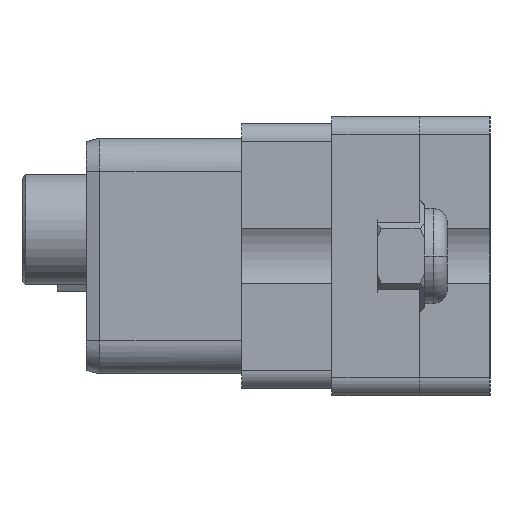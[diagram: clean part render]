
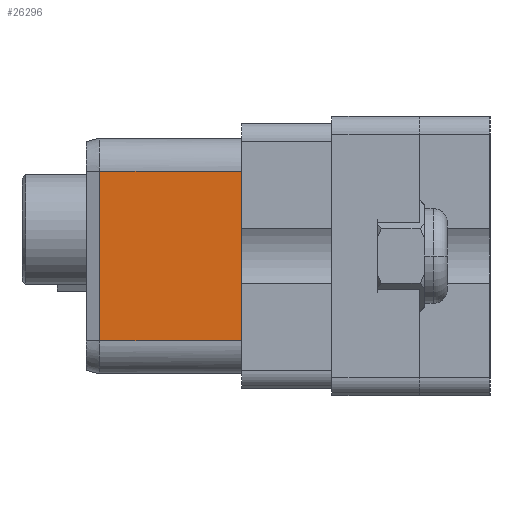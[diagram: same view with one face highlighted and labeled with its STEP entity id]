
A CAD part, left-side view. The second image highlights one B-rep face of the part: STEP entity #26296.
In plain terms, the highlighted planar face has unit normal (-1, 0.011, 0).
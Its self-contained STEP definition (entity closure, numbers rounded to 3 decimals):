
#6121=DIRECTION('',(0.,0.,1.));
#6122=VECTOR('',#6121,9.65);
#6123=CARTESIAN_POINT('',(-36.17,0.015,-4.825));
#6124=LINE('',#6123,#6122);
#6985=DIRECTION('',(-0.011,-1.,0.));
#6986=VECTOR('',#6985,8.075);
#6987=CARTESIAN_POINT('',(-36.079,8.09,4.825));
#6988=LINE('',#6987,#6986);
#7089=CARTESIAN_POINT('',(-36.17,0.015,4.825));
#7091=DIRECTION('',(0.,0.,1.));
#7092=VECTOR('',#7091,9.65);
#7093=CARTESIAN_POINT('',(-36.079,8.09,-4.825));
#7094=LINE('',#7093,#7092);
#7163=DIRECTION('',(-0.011,-1.,0.));
#7164=VECTOR('',#7163,8.075);
#7165=CARTESIAN_POINT('',(-36.079,8.09,-4.825));
#7166=LINE('',#7165,#7164);
#7199=CARTESIAN_POINT('',(-36.17,0.015,-4.825));
#15319=VERTEX_POINT('',#7199);
#15321=VERTEX_POINT('',#7089);
#15340=CARTESIAN_POINT('',(-36.079,8.09,-4.825));
#15341=VERTEX_POINT('',#15340);
#15342=CARTESIAN_POINT('',(-36.079,8.09,4.825));
#15343=VERTEX_POINT('',#15342);
#26283=CARTESIAN_POINT('',(-36.07,8.85,6.705));
#26284=DIRECTION('',(-1.,0.011,0.));
#26285=DIRECTION('',(-0.011,-1.,0.));
#26286=AXIS2_PLACEMENT_3D('',#26283,#26284,#26285);
#26287=PLANE('',#26286);
#26289=ORIENTED_EDGE('',*,*,#26288,.F.);
#26291=ORIENTED_EDGE('',*,*,#26290,.T.);
#26292=ORIENTED_EDGE('',*,*,#26274,.T.);
#26293=ORIENTED_EDGE('',*,*,#25722,.F.);
#26294=EDGE_LOOP('',(#26289,#26291,#26292,#26293));
#26295=FACE_OUTER_BOUND('',#26294,.F.);
#26296=ADVANCED_FACE('',(#26295),#26287,.T.);
#25722=EDGE_CURVE('',#15319,#15321,#6124,.T.);
#26274=EDGE_CURVE('',#15343,#15321,#6988,.T.);
#26288=EDGE_CURVE('',#15341,#15319,#7166,.T.);
#26290=EDGE_CURVE('',#15341,#15343,#7094,.T.);
